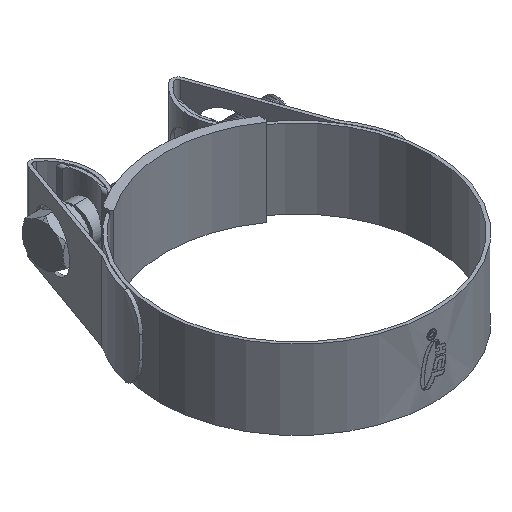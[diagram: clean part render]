
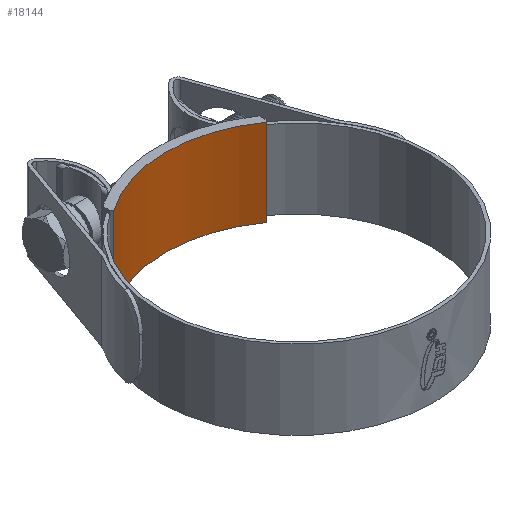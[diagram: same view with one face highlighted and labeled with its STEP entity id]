
A CAD part, isometric view. The second image highlights one B-rep face of the part: STEP entity #18144.
In plain terms, the highlighted cylindrical face has radius 41.5 mm (diameter 83 mm), a partial arc.
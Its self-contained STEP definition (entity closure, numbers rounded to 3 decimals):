
#133 = DIRECTION ( 'NONE',  ( 1., 0., 0. ) ) ;
#1420 = DIRECTION ( 'NONE',  ( 0., 0., 1. ) ) ;
#1546 = EDGE_CURVE ( 'NONE', #23756, #26617, #19644, .T. ) ;
#1982 = CIRCLE ( 'NONE', #23310, 41.5 ) ;
#2746 = EDGE_CURVE ( 'NONE', #16225, #10068, #1982, .T. ) ;
#4373 = AXIS2_PLACEMENT_3D ( 'NONE', #9090, #29866, #133 ) ;
#4510 = ORIENTED_EDGE ( 'NONE', *, *, #9449, .T. ) ;
#5303 = LINE ( 'NONE', #22094, #34333 ) ;
#6415 = CARTESIAN_POINT ( 'NONE',  ( -24.229, 33.693, -13.75 ) ) ;
#7038 = CARTESIAN_POINT ( 'NONE',  ( 24.229, 33.693, 13.75 ) ) ;
#8164 = DIRECTION ( 'NONE',  ( 0., 0., 1. ) ) ;
#9090 = CARTESIAN_POINT ( 'NONE',  ( 0., 0., -13.75 ) ) ;
#9265 = LINE ( 'NONE', #20914, #14873 ) ;
#9449 = EDGE_CURVE ( 'NONE', #23756, #10068, #9265, .T. ) ;
#10068 = VERTEX_POINT ( 'NONE', #7038 ) ;
#10125 = EDGE_CURVE ( 'NONE', #26617, #16225, #5303, .T. ) ;
#12816 = ORIENTED_EDGE ( 'NONE', *, *, #10125, .F. ) ;
#12939 = DIRECTION ( 'NONE',  ( 0., 0., -1. ) ) ;
#13128 = DIRECTION ( 'NONE',  ( 1., 0., 0. ) ) ;
#14873 = VECTOR ( 'NONE', #15180, 1000. ) ;
#15180 = DIRECTION ( 'NONE',  ( 0., 0., 1. ) ) ;
#15792 = CARTESIAN_POINT ( 'NONE',  ( 0., 0., 13.75 ) ) ;
#16106 = DIRECTION ( 'NONE',  ( 1., 0., 0. ) ) ;
#16225 = VERTEX_POINT ( 'NONE', #31362 ) ;
#16347 = CARTESIAN_POINT ( 'NONE',  ( 24.229, 33.693, -13.75 ) ) ;
#16696 = FACE_OUTER_BOUND ( 'NONE', #32733, .T. ) ;
#17098 = ORIENTED_EDGE ( 'NONE', *, *, #1546, .F. ) ;
#18144 = ADVANCED_FACE ( 'NONE', ( #16696 ), #22224, .F. ) ;
#19644 = CIRCLE ( 'NONE', #4373, 41.5 ) ;
#20914 = CARTESIAN_POINT ( 'NONE',  ( 24.229, 33.693, 12.75 ) ) ;
#22094 = CARTESIAN_POINT ( 'NONE',  ( -24.229, 33.693, 12.75 ) ) ;
#22224 = CYLINDRICAL_SURFACE ( 'NONE', #24183, 41.5 ) ;
#23310 = AXIS2_PLACEMENT_3D ( 'NONE', #15792, #12939, #13128 ) ;
#23756 = VERTEX_POINT ( 'NONE', #16347 ) ;
#24183 = AXIS2_PLACEMENT_3D ( 'NONE', #28313, #1420, #16106 ) ;
#26617 = VERTEX_POINT ( 'NONE', #6415 ) ;
#27491 = ORIENTED_EDGE ( 'NONE', *, *, #2746, .F. ) ;
#28313 = CARTESIAN_POINT ( 'NONE',  ( 0., 0., 12.75 ) ) ;
#29866 = DIRECTION ( 'NONE',  ( 0., 0., 1. ) ) ;
#31362 = CARTESIAN_POINT ( 'NONE',  ( -24.229, 33.693, 13.75 ) ) ;
#32733 = EDGE_LOOP ( 'NONE', ( #27491, #12816, #17098, #4510 ) ) ;
#34333 = VECTOR ( 'NONE', #8164, 1000. ) ;
